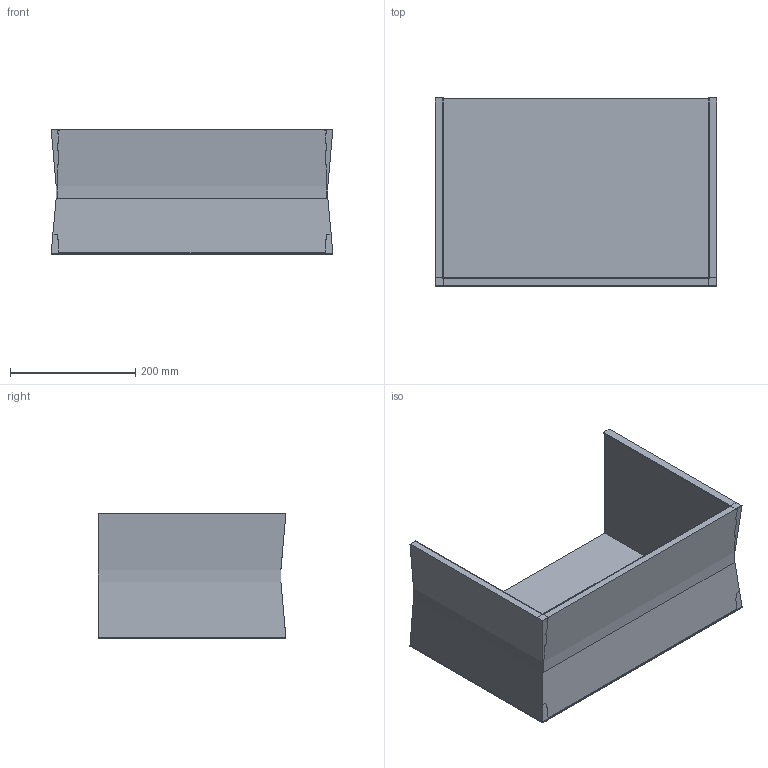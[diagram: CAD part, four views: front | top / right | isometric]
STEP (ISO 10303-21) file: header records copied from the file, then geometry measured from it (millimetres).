
FILE_DESCRIPTION(('FreeCAD Model'),'2;1');
FILE_NAME('Open CASCADE Shape Model','2021-03-31T12:25:05',('Author'),( ''),'Open CASCADE STEP processor 7.5','FreeCAD','Unknown');
FILE_SCHEMA(('AUTOMOTIVE_DESIGN { 1 0 10303 214 1 1 1 1 }'));
Length unit declared in the file: millimetre
Products named in the file (1): Main Body001
Bounding box: 450.02 x 300.01 x 200.17 mm (x, y, z)
Volume: 1406396.2 mm3; surface area: 688822.2 mm2
Topology: 1 solids, 1 shells, 138 faces, 374 edges, 238 vertices
Faces by surface type: plane 138
Entity records: 9623 total; most frequent: CARTESIAN_POINT 1667, DIRECTION 1232, LINE 954, VECTOR 954, ORIENTED_EDGE 748, PCURVE 748, DEFINITIONAL_REPRESENTATION 748, EDGE_CURVE 374
